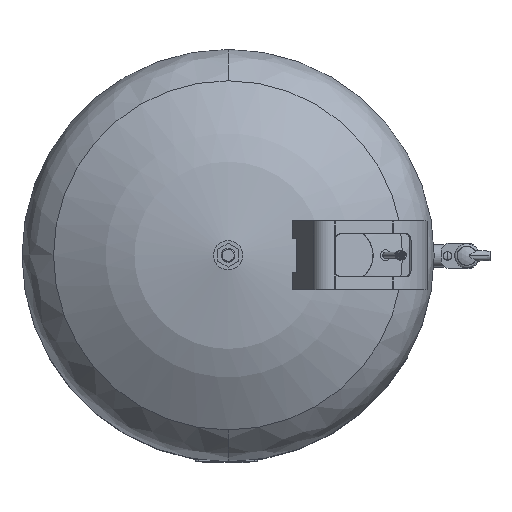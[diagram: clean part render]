
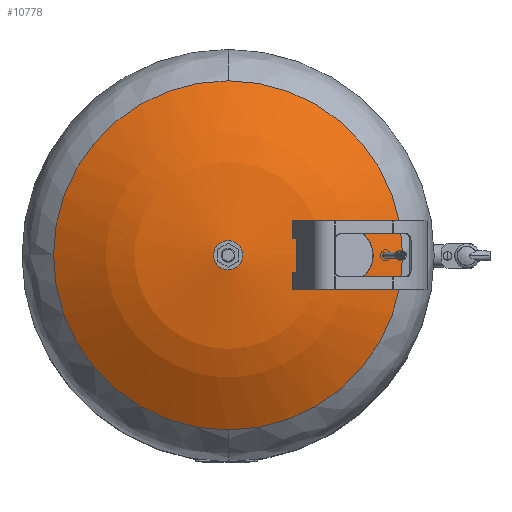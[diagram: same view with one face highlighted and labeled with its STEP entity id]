
A CAD part, top view. The second image highlights one B-rep face of the part: STEP entity #10778.
In plain terms, the highlighted free-form (B-spline) face has degree [2, 2] with [3, 3] control points.
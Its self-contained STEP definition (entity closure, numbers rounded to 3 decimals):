
#10704=CARTESIAN_POINT('',(0.,-203.326,740.894));
#10705=VERTEX_POINT('',#10704);
#10723=CARTESIAN_POINT('',(0.,203.326,740.894));
#10724=VERTEX_POINT('',#10723);
#10732=CARTESIAN_POINT('',(0.,0.,740.894));
#10733=DIRECTION('',(0.0,0.0,1.0));
#10734=DIRECTION('',(-1.0,0.0,0.0));
#10735=AXIS2_PLACEMENT_3D('',#10732,#10733,#10734);
#10736=CIRCLE('',#10735,203.326);
#10737=EDGE_CURVE('',#10705,#10724,#10736,.T.);
#10742=CARTESIAN_POINT('',(-166.558,203.326,688.381));
#10743=CARTESIAN_POINT('',(-248.211,0.0,805.0));
#10744=CARTESIAN_POINT('',(-166.558,-203.326,688.381));
#10745=CARTESIAN_POINT('',(0.0,203.326,805.));
#10746=CARTESIAN_POINT('',(0.0,0.,978.79));
#10747=CARTESIAN_POINT('',(0.,-203.326,805.));
#10748=CARTESIAN_POINT('',(166.558,203.326,688.381));
#10749=CARTESIAN_POINT('',(248.211,0.,805.0));
#10750=CARTESIAN_POINT('',(166.558,-203.326,688.381));
#10758=(BOUNDED_SURFACE()B_SPLINE_SURFACE(2,2,((#10742,#10745,#10748),(#10743,#10746,#10749),(#10744,#10747,#10750)),.UNSPECIFIED.,.F.,.F.,.U.)B_SPLINE_SURFACE_WITH_KNOTS((3,3),(3,3),(-0.611,0.611),(0.0,1.222),.UNSPECIFIED.)GEOMETRIC_REPRESENTATION_ITEM()RATIONAL_B_SPLINE_SURFACE(((1.0,0.819,1.0),(0.819,0.671,0.819),(1.0,0.819,1.0)))REPRESENTATION_ITEM('')SURFACE());
#10759=CARTESIAN_POINT('',(-203.326,0.,740.894));
#10760=VERTEX_POINT('',#10759);
#10761=CARTESIAN_POINT('',(0.,0.,740.894));
#10762=DIRECTION('',(0.0,0.0,1.0));
#10763=DIRECTION('',(-1.0,0.0,0.0));
#10764=AXIS2_PLACEMENT_3D('',#10761,#10762,#10763);
#10765=CIRCLE('',#10764,203.326);
#10766=EDGE_CURVE('',#10760,#10705,#10765,.T.);
#10767=ORIENTED_EDGE('',*,*,#10766,.T.);
#10768=ORIENTED_EDGE('',*,*,#10737,.T.);
#10769=CARTESIAN_POINT('',(0.,0.,740.894));
#10770=DIRECTION('',(0.0,0.0,1.0));
#10771=DIRECTION('',(-1.0,0.0,0.0));
#10772=AXIS2_PLACEMENT_3D('',#10769,#10770,#10771);
#10773=CIRCLE('',#10772,203.326);
#10774=EDGE_CURVE('',#10724,#10760,#10773,.T.);
#10775=ORIENTED_EDGE('',*,*,#10774,.T.);
#10776=EDGE_LOOP('',(#10767,#10768,#10775));
#10777=FACE_OUTER_BOUND('',#10776,.T.);
#10778=ADVANCED_FACE('',(#10777),#10758,.T.);
